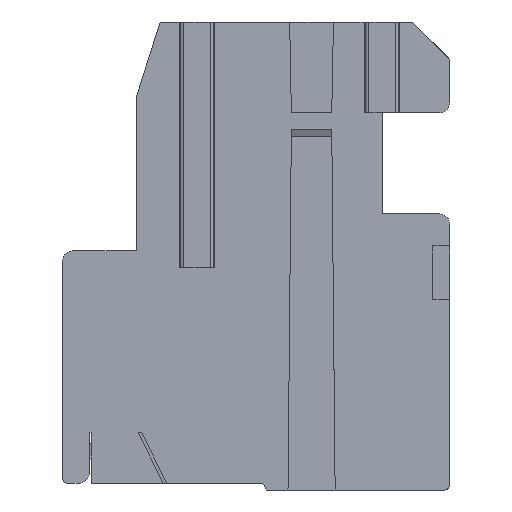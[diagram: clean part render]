
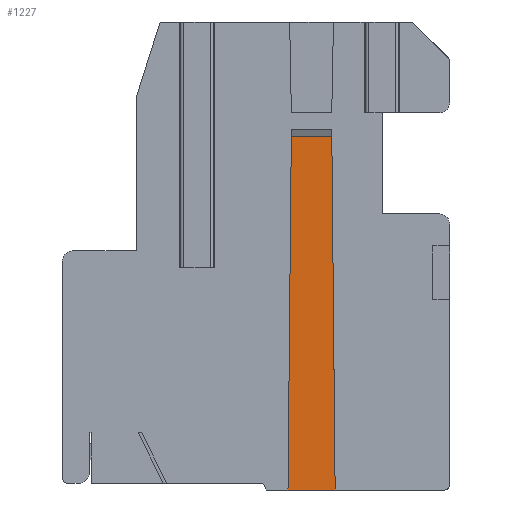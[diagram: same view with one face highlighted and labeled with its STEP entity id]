
A CAD part, left-side view. The second image highlights one B-rep face of the part: STEP entity #1227.
In plain terms, the highlighted planar face has unit normal (-1, 0, 0).
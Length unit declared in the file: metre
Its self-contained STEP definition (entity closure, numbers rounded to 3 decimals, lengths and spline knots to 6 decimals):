
#1227=ADVANCED_FACE('',(#3512),#3513,.F.);
#3512=FACE_OUTER_BOUND('',#7134,.T.);
#3513=PLANE('',#7135);
#7134=EDGE_LOOP('',(#10995,#10996,#10997,#10998));
#7135=AXIS2_PLACEMENT_3D('',#10999,#11000,#11001);
#10995=ORIENTED_EDGE('',*,*,#20881,.T.);
#10996=ORIENTED_EDGE('',*,*,#20874,.T.);
#10997=ORIENTED_EDGE('',*,*,#20811,.F.);
#10998=ORIENTED_EDGE('',*,*,#20741,.T.);
#10999=CARTESIAN_POINT('',(14.160207,11.736371,0.053292));
#11000=DIRECTION('',(1.0,0.,0.));
#11001=DIRECTION('',(0.0,1.0,0.));
#20741=EDGE_CURVE('',#24732,#24733,#24734,.T.);
#20811=EDGE_CURVE('',#24732,#24852,#24853,.T.);
#20874=EDGE_CURVE('',#24945,#24852,#24948,.T.);
#20881=EDGE_CURVE('',#24733,#24945,#24959,.T.);
#24732=VERTEX_POINT('',#30690);
#24733=VERTEX_POINT('',#30691);
#24734=LINE('',#30692,#30693);
#24852=VERTEX_POINT('',#30854);
#24853=LINE('',#30855,#30856);
#24945=VERTEX_POINT('',#30981);
#24948=LINE('',#30986,#30987);
#24959=LINE('',#31002,#31003);
#30690=CARTESIAN_POINT('',(14.160207,11.736373,0.063792));
#30691=CARTESIAN_POINT('',(14.160207,11.736471,0.053292));
#30692=CARTESIAN_POINT('',(14.160207,11.736471,0.053293));
#30693=VECTOR('',#39417,1.0);
#30854=CARTESIAN_POINT('',(14.160207,11.735169,0.063792));
#30855=CARTESIAN_POINT('',(14.160207,11.737871,0.063792));
#30856=VECTOR('',#39494,1.0);
#30981=CARTESIAN_POINT('',(14.160207,11.735071,0.053292));
#30986=CARTESIAN_POINT('',(14.160207,11.735071,0.053304));
#30987=VECTOR('',#39559,1.0);
#31002=CARTESIAN_POINT('',(14.160207,11.737871,0.053292));
#31003=VECTOR('',#39564,1.0);
#39417=DIRECTION('',(0.,0.009,-1.));
#39494=DIRECTION('',(0.,-1.0,0.));
#39559=DIRECTION('',(0.,0.009,1.));
#39564=DIRECTION('',(0.,-1.0,0.));
